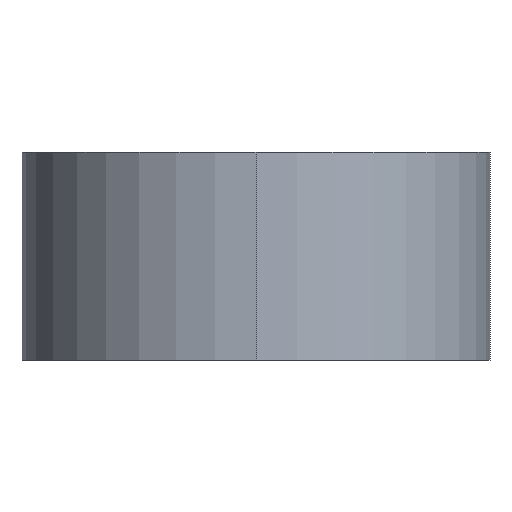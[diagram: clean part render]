
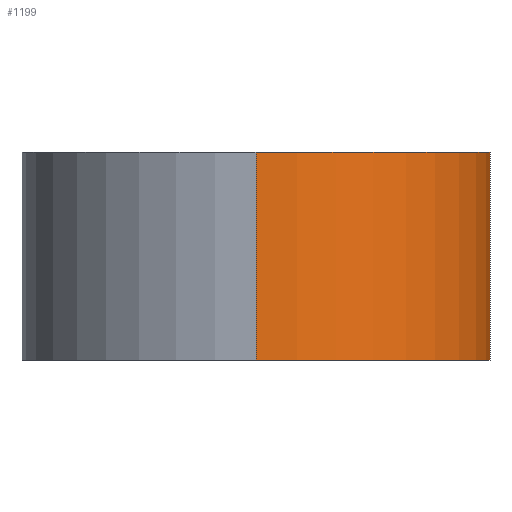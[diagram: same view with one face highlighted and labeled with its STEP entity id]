
A CAD part, left-side view. The second image highlights one B-rep face of the part: STEP entity #1199.
In plain terms, the highlighted cylindrical face has radius 22.5 mm (diameter 45 mm), a partial arc.
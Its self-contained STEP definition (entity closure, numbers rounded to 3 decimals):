
#12 = LINE ( 'NONE', #1618, #885 ) ;
#18 = CIRCLE ( 'NONE', #50, 22.5 ) ;
#25 = DIRECTION ( 'NONE',  ( 0., 0., -1. ) ) ;
#50 = AXIS2_PLACEMENT_3D ( 'NONE', #1312, #1149, #347 ) ;
#162 = EDGE_CURVE ( 'NONE', #842, #279, #18, .T. ) ;
#265 = ORIENTED_EDGE ( 'NONE', *, *, #1108, .T. ) ;
#270 = EDGE_CURVE ( 'NONE', #279, #1350, #315, .T. ) ;
#279 = VERTEX_POINT ( 'NONE', #1639 ) ;
#292 = VERTEX_POINT ( 'NONE', #1374 ) ;
#315 = LINE ( 'NONE', #1619, #1269 ) ;
#327 = DIRECTION ( 'NONE',  ( 1., 0., 0. ) ) ;
#347 = DIRECTION ( 'NONE',  ( 1., 0., 0. ) ) ;
#445 = DIRECTION ( 'NONE',  ( 0., 0., -1. ) ) ;
#456 = DIRECTION ( 'NONE',  ( 0., 0., 1. ) ) ;
#472 = CARTESIAN_POINT ( 'NONE',  ( 0., -22.5, 0. ) ) ;
#559 = CARTESIAN_POINT ( 'NONE',  ( -22.5, 0., 20. ) ) ;
#660 = FACE_OUTER_BOUND ( 'NONE', #751, .T. ) ;
#670 = ORIENTED_EDGE ( 'NONE', *, *, #270, .F. ) ;
#751 = EDGE_LOOP ( 'NONE', ( #1264, #866, #265, #670 ) ) ;
#823 = DIRECTION ( 'NONE',  ( 0., 0., -1. ) ) ;
#842 = VERTEX_POINT ( 'NONE', #559 ) ;
#866 = ORIENTED_EDGE ( 'NONE', *, *, #1142, .T. ) ;
#885 = VECTOR ( 'NONE', #823, 1000. ) ;
#935 = CARTESIAN_POINT ( 'NONE',  ( 0., 0., 20. ) ) ;
#980 = CARTESIAN_POINT ( 'NONE',  ( 0., 0., 0. ) ) ;
#1092 = CYLINDRICAL_SURFACE ( 'NONE', #1697, 22.5 ) ;
#1108 = EDGE_CURVE ( 'NONE', #292, #1350, #1538, .T. ) ;
#1142 = EDGE_CURVE ( 'NONE', #842, #292, #12, .T. ) ;
#1149 = DIRECTION ( 'NONE',  ( 0., 0., 1. ) ) ;
#1199 = ADVANCED_FACE ( 'NONE', ( #660 ), #1092, .T. ) ;
#1264 = ORIENTED_EDGE ( 'NONE', *, *, #162, .F. ) ;
#1269 = VECTOR ( 'NONE', #445, 1000. ) ;
#1312 = CARTESIAN_POINT ( 'NONE',  ( 0., 0., 20. ) ) ;
#1315 = AXIS2_PLACEMENT_3D ( 'NONE', #980, #456, #327 ) ;
#1350 = VERTEX_POINT ( 'NONE', #472 ) ;
#1374 = CARTESIAN_POINT ( 'NONE',  ( -22.5, 0., 0. ) ) ;
#1498 = DIRECTION ( 'NONE',  ( -1., 0., 0. ) ) ;
#1538 = CIRCLE ( 'NONE', #1315, 22.5 ) ;
#1618 = CARTESIAN_POINT ( 'NONE',  ( -22.5, 0., 20. ) ) ;
#1619 = CARTESIAN_POINT ( 'NONE',  ( 0., -22.5, 20. ) ) ;
#1639 = CARTESIAN_POINT ( 'NONE',  ( 0., -22.5, 20. ) ) ;
#1697 = AXIS2_PLACEMENT_3D ( 'NONE', #935, #25, #1498 ) ;
